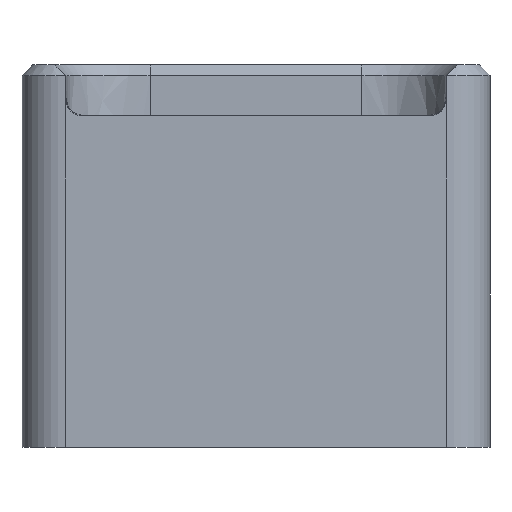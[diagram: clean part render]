
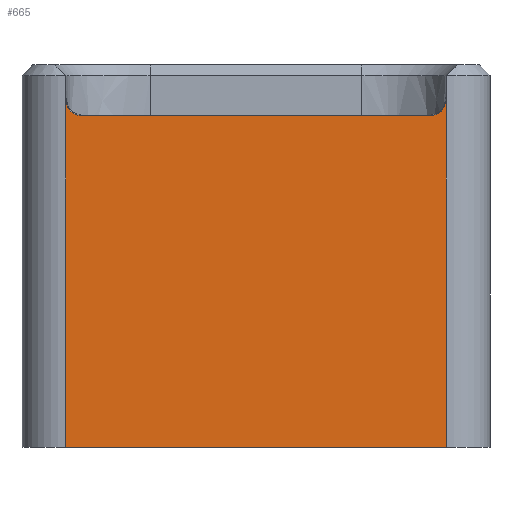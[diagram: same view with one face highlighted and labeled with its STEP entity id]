
A CAD part, front view. The second image highlights one B-rep face of the part: STEP entity #665.
In plain terms, the highlighted planar face has unit normal (0, -1, 0).
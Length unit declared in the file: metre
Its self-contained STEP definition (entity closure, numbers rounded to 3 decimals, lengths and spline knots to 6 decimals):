
#52=B_SPLINE_CURVE_WITH_KNOTS('',3,(#887,#888,#889,#890,#891,#892,#893),
 .UNSPECIFIED.,.F.,.F.,(4,1,1,1,4),(0.,0.000942,0.001884,
0.002827,0.003769),.UNSPECIFIED.);
#53=B_SPLINE_CURVE_WITH_KNOTS('',3,(#901,#902,#903,#904,#905,#906,#907),
 .UNSPECIFIED.,.F.,.F.,(4,1,1,1,4),(0.,0.000942,0.001884,
0.002827,0.003769),.UNSPECIFIED.);
#108=ORIENTED_EDGE('',*,*,#316,.F.);
#109=ORIENTED_EDGE('',*,*,#317,.T.);
#110=ORIENTED_EDGE('',*,*,#318,.T.);
#111=ORIENTED_EDGE('',*,*,#319,.T.);
#112=ORIENTED_EDGE('',*,*,#320,.F.);
#113=ORIENTED_EDGE('',*,*,#321,.T.);
#316=EDGE_CURVE('',#420,#421,#482,.T.);
#317=EDGE_CURVE('',#420,#422,#52,.T.);
#318=EDGE_CURVE('',#422,#423,#483,.T.);
#319=EDGE_CURVE('',#423,#424,#484,.T.);
#320=EDGE_CURVE('',#425,#424,#485,.T.);
#321=EDGE_CURVE('',#425,#421,#53,.T.);
#420=VERTEX_POINT('',#885);
#421=VERTEX_POINT('',#886);
#422=VERTEX_POINT('',#894);
#423=VERTEX_POINT('',#896);
#424=VERTEX_POINT('',#898);
#425=VERTEX_POINT('',#900);
#482=LINE('',#884,#516);
#483=LINE('',#895,#517);
#484=LINE('',#897,#518);
#485=LINE('',#899,#519);
#516=VECTOR('',#768,1.);
#517=VECTOR('',#769,1.);
#518=VECTOR('',#770,1.);
#519=VECTOR('',#771,1.);
#550=EDGE_LOOP('',(#108,#109,#110,#111,#112,#113));
#598=FACE_BOUND('',#550,.T.);
#646=PLANE('',#723);
#665=ADVANCED_FACE('',(#598),#646,.F.);
#723=AXIS2_PLACEMENT_3D('',#883,#766,#767);
#766=DIRECTION('',(0.,1.,0.));
#767=DIRECTION('',(0.,0.,1.));
#768=DIRECTION('',(1.,0.,0.));
#769=DIRECTION('',(0.,0.,-1.));
#770=DIRECTION('',(1.,0.,0.));
#771=DIRECTION('',(0.,0.,-1.));
#883=CARTESIAN_POINT('',(0.,-0.015621,0.04445));
#884=CARTESIAN_POINT('',(0.,-0.015621,0.038502));
#885=CARTESIAN_POINT('',(-0.019793,-0.015621,0.038502));
#886=CARTESIAN_POINT('',(0.019793,-0.015621,0.038502));
#887=CARTESIAN_POINT('',(-0.019793,-0.015621,0.038502));
#888=CARTESIAN_POINT('',(-0.020109,-0.015621,0.038502));
#889=CARTESIAN_POINT('',(-0.020744,-0.015621,0.038544));
#890=CARTESIAN_POINT('',(-0.021604,-0.015621,0.039019));
#891=CARTESIAN_POINT('',(-0.022082,-0.015621,0.039881));
#892=CARTESIAN_POINT('',(-0.022123,-0.015621,0.040515));
#893=CARTESIAN_POINT('',(-0.022123,-0.015621,0.040832));
#894=CARTESIAN_POINT('',(-0.022123,-0.015621,0.040832));
#895=CARTESIAN_POINT('',(-0.022123,-0.015621,0.04445));
#896=CARTESIAN_POINT('',(-0.022123,-0.015621,0.));
#897=CARTESIAN_POINT('',(0.,-0.015621,0.));
#898=CARTESIAN_POINT('',(0.022123,-0.015621,0.));
#899=CARTESIAN_POINT('',(0.022123,-0.015621,0.04445));
#900=CARTESIAN_POINT('',(0.022123,-0.015621,0.040832));
#901=CARTESIAN_POINT('',(0.022123,-0.015621,0.040832));
#902=CARTESIAN_POINT('',(0.022123,-0.015621,0.040516));
#903=CARTESIAN_POINT('',(0.022081,-0.015621,0.039881));
#904=CARTESIAN_POINT('',(0.021606,-0.015621,0.039022));
#905=CARTESIAN_POINT('',(0.020744,-0.015621,0.038543));
#906=CARTESIAN_POINT('',(0.02011,-0.015621,0.038502));
#907=CARTESIAN_POINT('',(0.019793,-0.015621,0.038502));
